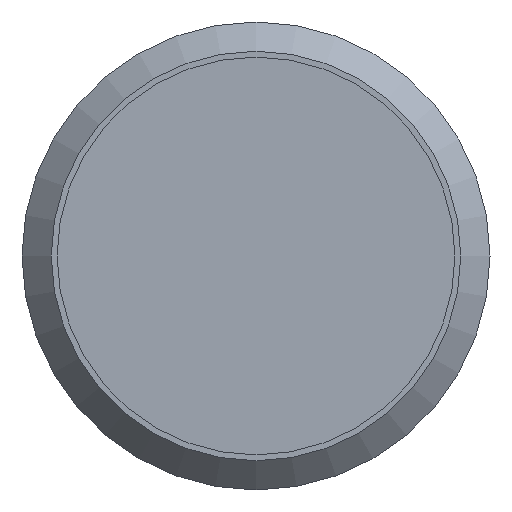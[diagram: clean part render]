
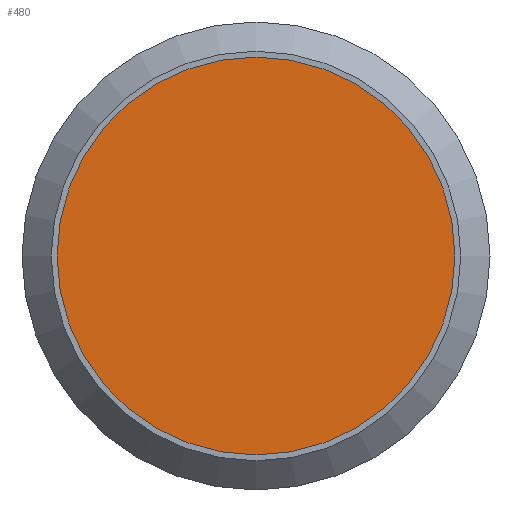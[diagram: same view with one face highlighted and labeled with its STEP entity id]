
A CAD part, front view. The second image highlights one B-rep face of the part: STEP entity #480.
In plain terms, the highlighted planar face has unit normal (0, -1, 0).
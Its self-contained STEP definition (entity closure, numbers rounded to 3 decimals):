
#51=PLANE('',#556);
#74=FACE_OUTER_BOUND('',#115,.T.);
#115=EDGE_LOOP('',(#366));
#148=CIRCLE('',#548,5.1);
#225=VERTEX_POINT('',#799);
#272=EDGE_CURVE('',#225,#225,#148,.T.);
#366=ORIENTED_EDGE('',*,*,#272,.T.);
#480=ADVANCED_FACE('',(#74),#51,.T.);
#548=AXIS2_PLACEMENT_3D('',#800,#659,#660);
#556=AXIS2_PLACEMENT_3D('',#814,#677,#678);
#659=DIRECTION('center_axis',(0.,-1.,0.));
#660=DIRECTION('ref_axis',(1.,0.,0.));
#677=DIRECTION('center_axis',(0.,-1.,0.));
#678=DIRECTION('ref_axis',(0.,0.,-1.));
#799=CARTESIAN_POINT('',(-18.574,-27.55,-1.082));
#800=CARTESIAN_POINT('Origin',(-13.474,-27.55,-1.082));
#814=CARTESIAN_POINT('Origin',(-10.924,-27.55,-1.082));
